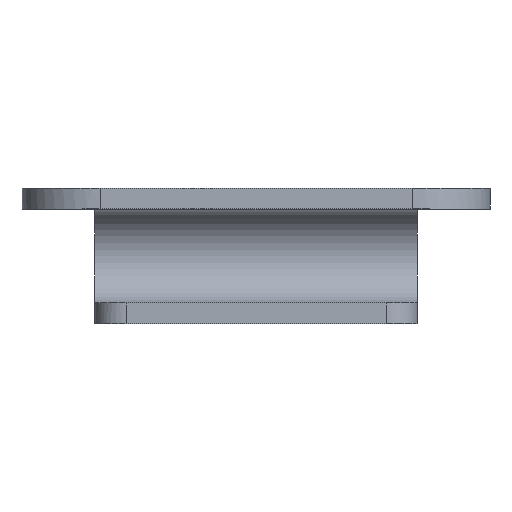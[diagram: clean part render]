
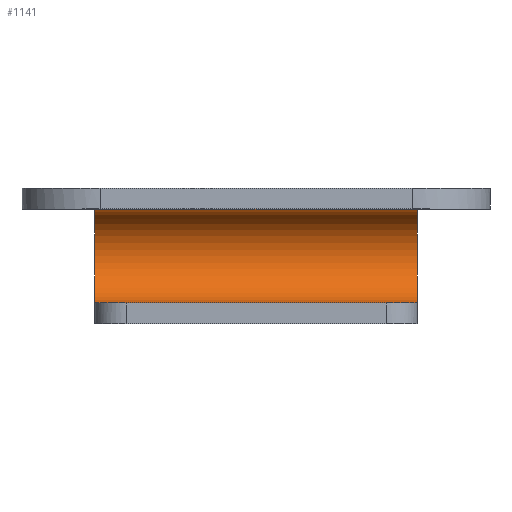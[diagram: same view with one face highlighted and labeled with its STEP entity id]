
A CAD part, top view. The second image highlights one B-rep face of the part: STEP entity #1141.
In plain terms, the highlighted free-form (B-spline) face has degree [1, 2] with [2, 5] control points.
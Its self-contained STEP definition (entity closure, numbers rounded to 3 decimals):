
#779=CARTESIAN_POINT('',(-7.75,-5.5,-11.25));
#780=VERTEX_POINT('',#779);
#786=CARTESIAN_POINT('',(-7.75,-1.,-11.25));
#787=VERTEX_POINT('',#786);
#788=CARTESIAN_POINT('',(-7.75,-1.0,-11.25));
#789=CARTESIAN_POINT('',(-7.75,-1.0,-13.5));
#790=CARTESIAN_POINT('',(-7.75,-3.25,-13.5));
#791=CARTESIAN_POINT('',(-7.75,-5.5,-13.5));
#792=CARTESIAN_POINT('',(-7.75,-5.5,-11.25));
#800=(BOUNDED_CURVE()B_SPLINE_CURVE(2,(#788,#789,#790,#791,#792),.UNSPECIFIED.,.F.,.U.)B_SPLINE_CURVE_WITH_KNOTS((3,2,3),(0.0,0.5,1.0),.UNSPECIFIED.)CURVE()GEOMETRIC_REPRESENTATION_ITEM()RATIONAL_B_SPLINE_CURVE((1.0,0.707,1.0,0.707,1.0))REPRESENTATION_ITEM(''));
#801=EDGE_CURVE('',#787,#780,#800,.T.);
#945=CARTESIAN_POINT('',(7.75,-5.5,-11.25));
#946=VERTEX_POINT('',#945);
#983=CARTESIAN_POINT('',(7.75,-1.,-11.25));
#984=VERTEX_POINT('',#983);
#990=CARTESIAN_POINT('',(7.75,-1.0,-11.25));
#991=CARTESIAN_POINT('',(7.75,-1.0,-13.5));
#992=CARTESIAN_POINT('',(7.75,-3.25,-13.5));
#993=CARTESIAN_POINT('',(7.75,-5.5,-13.5));
#994=CARTESIAN_POINT('',(7.75,-5.5,-11.25));
#1002=(BOUNDED_CURVE()B_SPLINE_CURVE(2,(#990,#991,#992,#993,#994),.UNSPECIFIED.,.F.,.U.)B_SPLINE_CURVE_WITH_KNOTS((3,2,3),(0.0,0.5,1.0),.UNSPECIFIED.)CURVE()GEOMETRIC_REPRESENTATION_ITEM()RATIONAL_B_SPLINE_CURVE((1.0,0.707,1.0,0.707,1.0))REPRESENTATION_ITEM(''));
#1003=EDGE_CURVE('',#984,#946,#1002,.T.);
#1040=CARTESIAN_POINT('',(7.75,-5.5,-11.25));
#1041=CARTESIAN_POINT('',(-7.75,-5.5,-11.25));
#1042=QUASI_UNIFORM_CURVE('',1,(#1040,#1041),.UNSPECIFIED.,.F.,.U.);
#1043=EDGE_CURVE('',#946,#780,#1042,.T.);
#1113=CARTESIAN_POINT('',(8.138,-5.499,-11.191));
#1114=CARTESIAN_POINT('',(-8.147,-5.499,-11.191));
#1115=CARTESIAN_POINT('',(8.138,-5.561,-13.561));
#1116=CARTESIAN_POINT('',(-8.147,-5.561,-13.561));
#1117=CARTESIAN_POINT('',(8.138,-3.191,-13.499));
#1118=CARTESIAN_POINT('',(-8.147,-3.191,-13.499));
#1119=CARTESIAN_POINT('',(8.138,-0.821,-13.437));
#1120=CARTESIAN_POINT('',(-8.147,-0.821,-13.437));
#1121=CARTESIAN_POINT('',(8.138,-1.007,-11.073));
#1122=CARTESIAN_POINT('',(-8.147,-1.007,-11.073));
#1130=(BOUNDED_SURFACE()B_SPLINE_SURFACE(1,2,((#1113,#1115,#1117,#1119,#1121),(#1114,#1116,#1118,#1120,#1122)),.UNSPECIFIED.,.F.,.F.,.U.)B_SPLINE_SURFACE_WITH_KNOTS((2,2),(3,2,3),(0.0,16.285),(0.0,3.867,7.733),.UNSPECIFIED.)GEOMETRIC_REPRESENTATION_ITEM()RATIONAL_B_SPLINE_SURFACE(((1.0,0.688,1.0,0.688,1.0),(1.0,0.688,1.0,0.688,1.0)))REPRESENTATION_ITEM('')SURFACE());
#1131=CARTESIAN_POINT('',(7.75,-1.,-11.25));
#1132=CARTESIAN_POINT('',(-7.75,-1.,-11.25));
#1133=QUASI_UNIFORM_CURVE('',1,(#1131,#1132),.UNSPECIFIED.,.F.,.U.);
#1134=EDGE_CURVE('',#984,#787,#1133,.T.);
#1135=ORIENTED_EDGE('',*,*,#1134,.T.);
#1136=ORIENTED_EDGE('',*,*,#801,.T.);
#1137=ORIENTED_EDGE('',*,*,#1043,.F.);
#1138=ORIENTED_EDGE('',*,*,#1003,.F.);
#1139=EDGE_LOOP('',(#1135,#1136,#1137,#1138));
#1140=FACE_OUTER_BOUND('',#1139,.T.);
#1141=ADVANCED_FACE('',(#1140),#1130,.F.);
